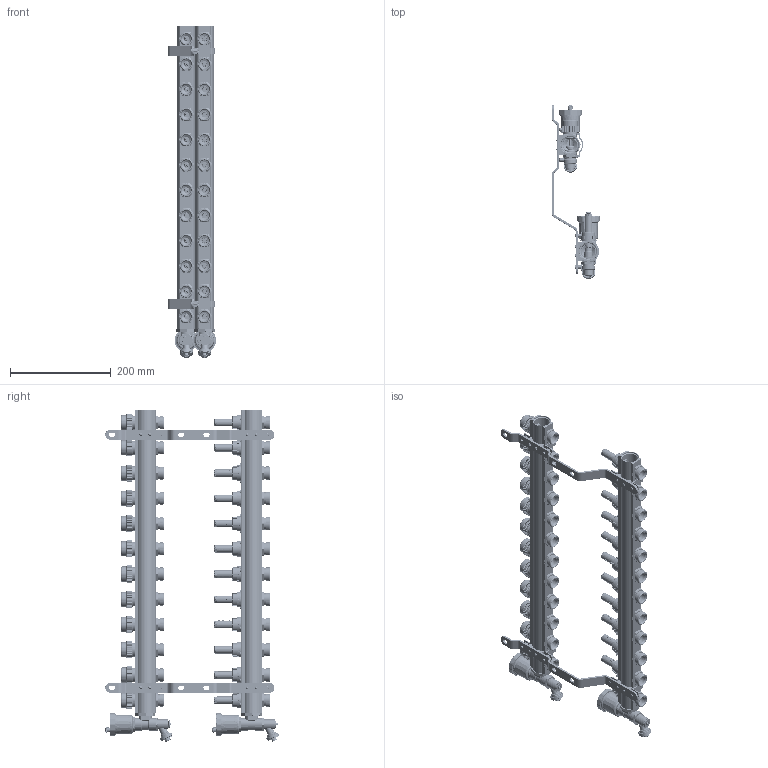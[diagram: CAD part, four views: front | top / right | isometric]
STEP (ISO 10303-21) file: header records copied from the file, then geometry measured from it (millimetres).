
FILE_DESCRIPTION (( 'STEP AP203' ), '1' );
FILE_NAME ('63401257.STEP', '2023-11-16T23:43:21', ( 'ASUS' ), ( '' ), 'SwSTEP 2.0', 'SolidWorks 2015', '' );
FILE_SCHEMA (( 'CONFIG_CONTROL_DESIGN' ));
Length unit declared in the file: millimetre
Products named in the file (65): ON157E  O型圈3x3; 607703030; 611803055; O型圈27X3.5   ON271; 607703040; 602203030ѹñ; 602203040; 607703010; O型圈22.5x2.6; 634403011; 634403090; O型圈11.7x1.9; O型圈3.5x2.3; 6362050; 607703060; 18.5; 607703050; O型圈  14x3; 6413050; TN0905.7X3菜蹋; ON055  O型圈36X2; 634012571; 6340125010R; 634403031; 634012572; 634805040; 602203080-; 60220324; 苤菜え; 錨璃1; ON045EX  O型圈17.2X2.4; 634403060; 612203010S; 641305010S; 602203050; 6339030; M6X12X15.5坋趼攫芛蹟隊; 633725020S; 353605020G; 623305070 ...
Assembly tree (134 placements, depth 4):
  63401257
    634012571
      6340125010R
      619235059  x12
      O型圈  14x3  x2
      ON050  17.5X2.2  x2
      6344031  x12
        634403011
        634403031
        634403060
        苤菜え
        611803025
        611803055
        634403090
        634403040
        634403050
        ON045EX  O型圈17.2X2.4
        O型圈11.7x1.9
        O型圈3.5x2.3
        ON157E  O型圈3x3
        611803095
      613303040  x12
    634012572
      6340125010R
      633725020S  x12
      ON050  17.5X2.2  x4
      6339030  x12
        607703010
        633903020
        607703040
        607703030
        607703060
        607703050
        O型圈12x1.6
        O型圈11x1.5
        O型圈12x2.5
        O型圈22.5x2.6
        綻伎杶
        607703070
    6362050  x2
      634905030R
      634805040
      M6X12X15.5坋趼攫芛蹟隊
      354505011R
    6413050  x2
      641305010S
      353605020G
      O型圈27X3.5   ON271
      62331
        623305050
        623305061
        623305070
        623305090
        18.5
        13.5
        錨璃1
      60220324
        612203010S
        618803029
        602203030ѹñ
Bounding box: 95.84 x 344.74 x 657.7 mm (x, y, z)
Volume: 1282354.2 mm3; surface area: 1000201.7 mm2
Topology: 584 solids, 584 shells, 18142 faces, 46166 edges, 29520 vertices
Faces by surface type: cylinder 7464, plane 6568, cone 2302, torus 968, bspline 820, sphere 20
Entity records: 105807 total; most frequent: CARTESIAN_POINT 40135, DIRECTION 12230, ORIENTED_EDGE 11736, EDGE_CURVE 5868, AXIS2_PLACEMENT_3D 4827, VERTEX_POINT 3701, EDGE_LOOP 2615, LINE 2576
